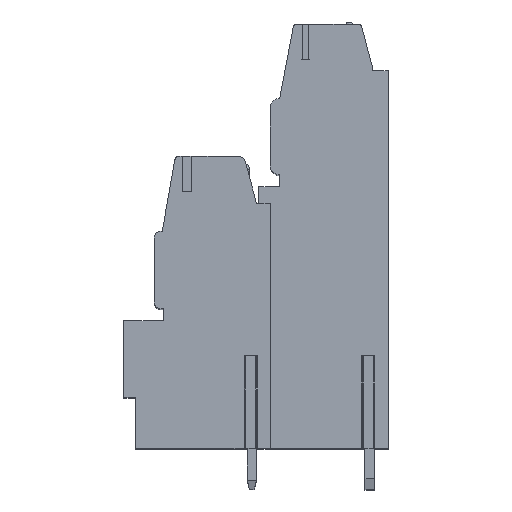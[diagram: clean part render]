
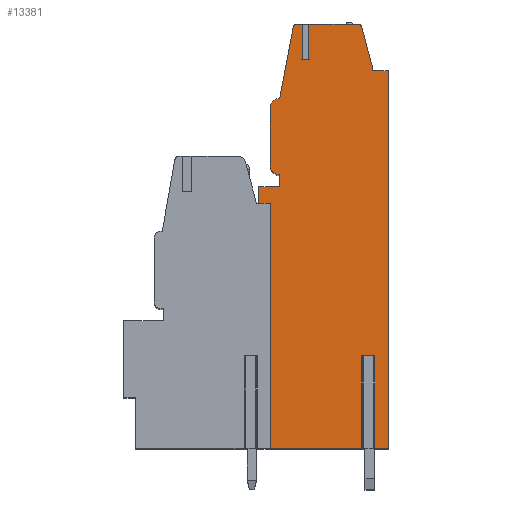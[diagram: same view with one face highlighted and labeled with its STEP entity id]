
A CAD part, top view. The second image highlights one B-rep face of the part: STEP entity #13381.
In plain terms, the highlighted planar face has unit normal (0, 0, 1).
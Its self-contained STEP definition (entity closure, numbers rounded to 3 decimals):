
#13=DIRECTION('',(0.,1.,0.));
#14=VECTOR('',#13,14.45);
#15=CARTESIAN_POINT('',(1.,-19.1,43.18));
#16=LINE('',#15,#14);
#17=DIRECTION('',(0.,-1.,0.));
#18=VECTOR('',#17,1.45);
#19=CARTESIAN_POINT('',(0.,3.5,43.18));
#20=LINE('',#19,#18);
#21=DIRECTION('',(-1.,0.,0.));
#22=VECTOR('',#21,1.8);
#23=CARTESIAN_POINT('',(1.8,3.5,43.18));
#24=LINE('',#23,#22);
#25=DIRECTION('',(0.,-1.,0.));
#26=VECTOR('',#25,1.);
#27=CARTESIAN_POINT('',(1.8,4.5,43.18));
#28=LINE('',#27,#26);
#29=CARTESIAN_POINT('',(1.8,5.3,43.18));
#30=DIRECTION('',(0.,0.,1.));
#31=DIRECTION('',(-1.,0.,0.));
#32=AXIS2_PLACEMENT_3D('',#29,#30,#31);
#34=DIRECTION('',(0.,-1.,0.));
#35=VECTOR('',#34,5.);
#36=CARTESIAN_POINT('',(1.,10.3,43.18));
#37=LINE('',#36,#35);
#38=CARTESIAN_POINT('',(1.8,10.3,43.18));
#39=DIRECTION('',(0.,0.,1.));
#40=DIRECTION('',(0.,1.,0.));
#41=AXIS2_PLACEMENT_3D('',#38,#39,#40);
#43=DIRECTION('',(-0.186,-0.983,0.));
#44=VECTOR('',#43,6.265);
#45=CARTESIAN_POINT('',(2.964,17.256,43.18));
#46=LINE('',#45,#44);
#47=CARTESIAN_POINT('',(3.259,17.2,43.18));
#48=DIRECTION('',(0.,0.,1.));
#49=DIRECTION('',(0.,1.,0.));
#50=AXIS2_PLACEMENT_3D('',#47,#48,#49);
#52=DIRECTION('',(-1.,0.,0.));
#53=VECTOR('',#52,0.551);
#54=CARTESIAN_POINT('',(3.81,17.5,43.18));
#55=LINE('',#54,#53);
#56=DIRECTION('',(0.,-1.,0.));
#57=VECTOR('',#56,3.05);
#58=CARTESIAN_POINT('',(3.81,17.5,43.18));
#59=LINE('',#58,#57);
#60=DIRECTION('',(1.,0.,0.));
#61=VECTOR('',#60,0.5);
#62=CARTESIAN_POINT('',(3.81,14.45,43.18));
#63=LINE('',#62,#61);
#64=DIRECTION('',(0.,-1.,0.));
#65=VECTOR('',#64,3.05);
#66=CARTESIAN_POINT('',(4.31,17.5,43.18));
#67=LINE('',#66,#65);
#68=DIRECTION('',(-1.,0.,0.));
#69=VECTOR('',#68,4.27);
#70=CARTESIAN_POINT('',(8.58,17.5,43.18));
#71=LINE('',#70,#69);
#72=CARTESIAN_POINT('',(8.58,17.2,43.18));
#73=DIRECTION('',(0.,0.,1.));
#74=DIRECTION('',(0.965,0.261,0.));
#75=AXIS2_PLACEMENT_3D('',#72,#73,#74);
#77=DIRECTION('',(-0.261,0.965,0.));
#78=VECTOR('',#77,3.539);
#79=CARTESIAN_POINT('',(9.792,13.861,43.18));
#80=LINE('',#79,#78);
#81=DIRECTION('',(-0.035,0.999,0.));
#82=VECTOR('',#81,0.361);
#83=CARTESIAN_POINT('',(9.805,13.5,43.18));
#84=LINE('',#83,#82);
#85=DIRECTION('',(-1.,0.,0.));
#86=VECTOR('',#85,1.355);
#87=CARTESIAN_POINT('',(11.16,13.5,43.18));
#88=LINE('',#87,#86);
#89=DIRECTION('',(0.,1.,0.));
#90=VECTOR('',#89,32.6);
#91=CARTESIAN_POINT('',(11.16,-19.1,43.18));
#92=LINE('',#91,#90);
#93=DIRECTION('',(1.,0.,0.));
#94=VECTOR('',#93,1.39);
#95=CARTESIAN_POINT('',(9.77,-19.1,43.18));
#96=LINE('',#95,#94);
#97=DIRECTION('',(0.,1.,0.));
#98=VECTOR('',#97,8.);
#99=CARTESIAN_POINT('',(9.77,-19.1,43.18));
#100=LINE('',#99,#98);
#101=DIRECTION('',(-1.,0.,0.));
#102=VECTOR('',#101,0.62);
#103=CARTESIAN_POINT('',(9.77,-11.1,43.18));
#104=LINE('',#103,#102);
#105=DIRECTION('',(0.,1.,0.));
#106=VECTOR('',#105,8.);
#107=CARTESIAN_POINT('',(9.15,-19.1,43.18));
#108=LINE('',#107,#106);
#109=DIRECTION('',(1.,0.,0.));
#110=VECTOR('',#109,8.15);
#111=CARTESIAN_POINT('',(1.,-19.1,43.18));
#112=LINE('',#111,#110);
#133=DIRECTION('',(-1.,0.,0.));
#134=VECTOR('',#133,1.195);
#135=CARTESIAN_POINT('',(1.,-4.65,43.18));
#136=LINE('',#135,#134);
#141=DIRECTION('',(-1.,0.,0.));
#142=VECTOR('',#141,0.195);
#143=CARTESIAN_POINT('',(0.,2.05,43.18));
#144=LINE('',#143,#142);
#271=DIRECTION('',(0.,-1.,0.));
#272=VECTOR('',#271,6.7);
#273=CARTESIAN_POINT('',(-0.195,2.05,43.18));
#274=LINE('',#273,#272);
#10448=CARTESIAN_POINT('',(11.16,-19.1,43.18));
#10449=CARTESIAN_POINT('',(11.16,13.5,43.18));
#10450=VERTEX_POINT('',#10448);
#10451=VERTEX_POINT('',#10449);
#10452=CARTESIAN_POINT('',(9.805,13.5,43.18));
#10453=VERTEX_POINT('',#10452);
#10454=CARTESIAN_POINT('',(9.792,13.861,43.18));
#10455=VERTEX_POINT('',#10454);
#10456=CARTESIAN_POINT('',(8.87,17.278,43.18));
#10457=VERTEX_POINT('',#10456);
#10458=CARTESIAN_POINT('',(8.58,17.5,43.18));
#10459=VERTEX_POINT('',#10458);
#10460=CARTESIAN_POINT('',(3.259,17.5,43.18));
#10461=CARTESIAN_POINT('',(2.964,17.256,43.18));
#10462=VERTEX_POINT('',#10460);
#10463=VERTEX_POINT('',#10461);
#10464=CARTESIAN_POINT('',(1.8,11.1,43.18));
#10465=VERTEX_POINT('',#10464);
#10466=CARTESIAN_POINT('',(1.,10.3,43.18));
#10467=VERTEX_POINT('',#10466);
#10468=CARTESIAN_POINT('',(1.,5.3,43.18));
#10469=VERTEX_POINT('',#10468);
#10470=CARTESIAN_POINT('',(1.8,4.5,43.18));
#10471=VERTEX_POINT('',#10470);
#10472=CARTESIAN_POINT('',(1.8,3.5,43.18));
#10473=VERTEX_POINT('',#10472);
#10474=CARTESIAN_POINT('',(0.,3.5,43.18));
#10475=VERTEX_POINT('',#10474);
#10580=CARTESIAN_POINT('',(1.,-19.1,43.18));
#10581=VERTEX_POINT('',#10580);
#10606=CARTESIAN_POINT('',(9.77,-11.1,43.18));
#10607=CARTESIAN_POINT('',(9.15,-11.1,43.18));
#10608=VERTEX_POINT('',#10606);
#10609=VERTEX_POINT('',#10607);
#10610=CARTESIAN_POINT('',(9.77,-19.1,43.18));
#10611=VERTEX_POINT('',#10610);
#10612=CARTESIAN_POINT('',(9.15,-19.1,43.18));
#10613=VERTEX_POINT('',#10612);
#10650=CARTESIAN_POINT('',(3.81,14.45,43.18));
#10651=CARTESIAN_POINT('',(4.31,14.45,43.18));
#10652=VERTEX_POINT('',#10650);
#10653=VERTEX_POINT('',#10651);
#10654=CARTESIAN_POINT('',(4.31,17.5,43.18));
#10655=VERTEX_POINT('',#10654);
#10656=CARTESIAN_POINT('',(3.81,17.5,43.18));
#10657=VERTEX_POINT('',#10656);
#11042=CARTESIAN_POINT('',(-0.195,-4.65,43.18));
#11044=VERTEX_POINT('',#11042);
#11046=CARTESIAN_POINT('',(0.,2.05,43.18));
#11047=CARTESIAN_POINT('',(-0.195,2.05,43.18));
#11048=VERTEX_POINT('',#11046);
#11049=VERTEX_POINT('',#11047);
#11054=CARTESIAN_POINT('',(1.,-4.65,43.18));
#11056=VERTEX_POINT('',#11054);
#13320=CARTESIAN_POINT('',(0.,0.,43.18));
#13321=DIRECTION('',(0.,0.,1.));
#13322=DIRECTION('',(1.,0.,0.));
#13323=AXIS2_PLACEMENT_3D('',#13320,#13321,#13322);
#13324=PLANE('',#13323);
#13326=ORIENTED_EDGE('',*,*,#13325,.T.);
#13328=ORIENTED_EDGE('',*,*,#13327,.T.);
#13330=ORIENTED_EDGE('',*,*,#13329,.F.);
#13332=ORIENTED_EDGE('',*,*,#13331,.F.);
#13334=ORIENTED_EDGE('',*,*,#13333,.F.);
#13336=ORIENTED_EDGE('',*,*,#13335,.F.);
#13338=ORIENTED_EDGE('',*,*,#13337,.F.);
#13340=ORIENTED_EDGE('',*,*,#13339,.F.);
#13342=ORIENTED_EDGE('',*,*,#13341,.F.);
#13344=ORIENTED_EDGE('',*,*,#13343,.F.);
#13346=ORIENTED_EDGE('',*,*,#13345,.F.);
#13348=ORIENTED_EDGE('',*,*,#13347,.F.);
#13350=ORIENTED_EDGE('',*,*,#13349,.F.);
#13352=ORIENTED_EDGE('',*,*,#13351,.T.);
#13354=ORIENTED_EDGE('',*,*,#13353,.T.);
#13356=ORIENTED_EDGE('',*,*,#13355,.F.);
#13358=ORIENTED_EDGE('',*,*,#13357,.F.);
#13360=ORIENTED_EDGE('',*,*,#13359,.F.);
#13362=ORIENTED_EDGE('',*,*,#13361,.F.);
#13364=ORIENTED_EDGE('',*,*,#13363,.F.);
#13366=ORIENTED_EDGE('',*,*,#13365,.F.);
#13368=ORIENTED_EDGE('',*,*,#13367,.F.);
#13370=ORIENTED_EDGE('',*,*,#13369,.F.);
#13372=ORIENTED_EDGE('',*,*,#13371,.T.);
#13374=ORIENTED_EDGE('',*,*,#13373,.T.);
#13376=ORIENTED_EDGE('',*,*,#13375,.F.);
#13378=ORIENTED_EDGE('',*,*,#13377,.F.);
#13379=EDGE_LOOP('',(#13326,#13328,#13330,#13332,#13334,#13336,#13338,#13340,
#13342,#13344,#13346,#13348,#13350,#13352,#13354,#13356,#13358,#13360,#13362,
#13364,#13366,#13368,#13370,#13372,#13374,#13376,#13378));
#13380=FACE_OUTER_BOUND('',#13379,.F.);
#33=CIRCLE('',#32,0.8);
#42=CIRCLE('',#41,0.8);
#51=CIRCLE('',#50,0.3);
#76=CIRCLE('',#75,0.3);
#13325=EDGE_CURVE('',#10581,#11056,#16,.T.);
#13327=EDGE_CURVE('',#11056,#11044,#136,.T.);
#13329=EDGE_CURVE('',#11049,#11044,#274,.T.);
#13331=EDGE_CURVE('',#11048,#11049,#144,.T.);
#13333=EDGE_CURVE('',#10475,#11048,#20,.T.);
#13335=EDGE_CURVE('',#10473,#10475,#24,.T.);
#13337=EDGE_CURVE('',#10471,#10473,#28,.T.);
#13339=EDGE_CURVE('',#10469,#10471,#33,.T.);
#13341=EDGE_CURVE('',#10467,#10469,#37,.T.);
#13343=EDGE_CURVE('',#10465,#10467,#42,.T.);
#13345=EDGE_CURVE('',#10463,#10465,#46,.T.);
#13347=EDGE_CURVE('',#10462,#10463,#51,.T.);
#13349=EDGE_CURVE('',#10657,#10462,#55,.T.);
#13351=EDGE_CURVE('',#10657,#10652,#59,.T.);
#13353=EDGE_CURVE('',#10652,#10653,#63,.T.);
#13355=EDGE_CURVE('',#10655,#10653,#67,.T.);
#13357=EDGE_CURVE('',#10459,#10655,#71,.T.);
#13359=EDGE_CURVE('',#10457,#10459,#76,.T.);
#13361=EDGE_CURVE('',#10455,#10457,#80,.T.);
#13363=EDGE_CURVE('',#10453,#10455,#84,.T.);
#13365=EDGE_CURVE('',#10451,#10453,#88,.T.);
#13367=EDGE_CURVE('',#10450,#10451,#92,.T.);
#13369=EDGE_CURVE('',#10611,#10450,#96,.T.);
#13371=EDGE_CURVE('',#10611,#10608,#100,.T.);
#13373=EDGE_CURVE('',#10608,#10609,#104,.T.);
#13375=EDGE_CURVE('',#10613,#10609,#108,.T.);
#13377=EDGE_CURVE('',#10581,#10613,#112,.T.);
#13381=ADVANCED_FACE('',(#13380),#13324,.T.);
